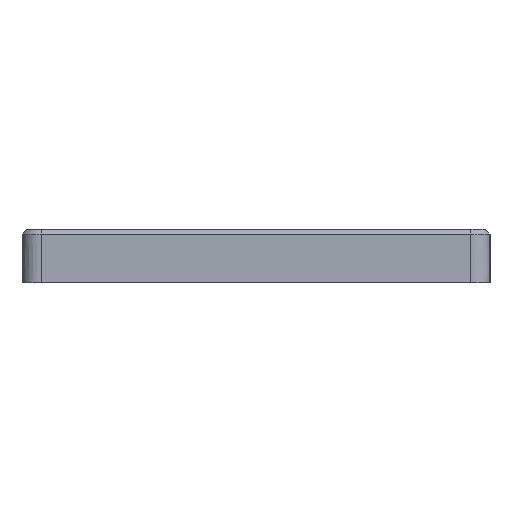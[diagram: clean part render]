
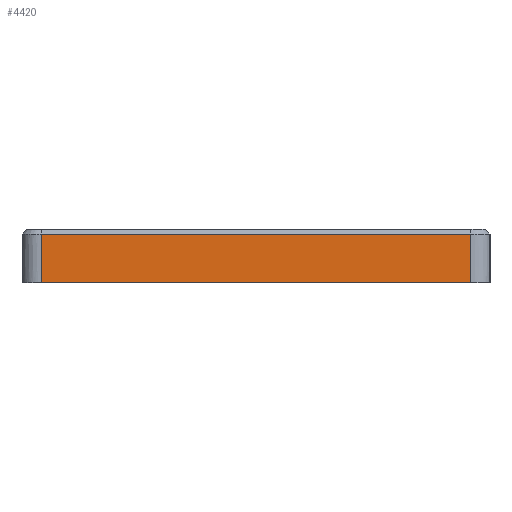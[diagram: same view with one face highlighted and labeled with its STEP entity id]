
A CAD part, left-side view. The second image highlights one B-rep face of the part: STEP entity #4420.
In plain terms, the highlighted planar face has unit normal (-1, 0, 0).
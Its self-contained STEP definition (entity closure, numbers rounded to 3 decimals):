
#610=FACE_OUTER_BOUND('',#875,.T.);
#875=EDGE_LOOP('',(#4040,#4041,#4042,#4043));
#1212=LINE('',#10611,#1637);
#1293=LINE('',#11011,#1718);
#1298=LINE('',#11179,#1723);
#1304=LINE('',#11308,#1729);
#1637=VECTOR('',#5288,10.);
#1718=VECTOR('',#5549,10.);
#1723=VECTOR('',#5556,10.);
#1729=VECTOR('',#5568,10.);
#2079=VERTEX_POINT('',#10587);
#2080=VERTEX_POINT('',#10610);
#2141=VERTEX_POINT('',#10989);
#2142=VERTEX_POINT('',#11009);
#2649=EDGE_CURVE('',#2079,#2080,#1212,.T.);
#2766=EDGE_CURVE('',#2142,#2141,#1293,.T.);
#2773=EDGE_CURVE('',#2080,#2142,#1298,.T.);
#2779=EDGE_CURVE('',#2141,#2079,#1304,.T.);
#4040=ORIENTED_EDGE('',*,*,#2766,.F.);
#4041=ORIENTED_EDGE('',*,*,#2773,.F.);
#4042=ORIENTED_EDGE('',*,*,#2649,.F.);
#4043=ORIENTED_EDGE('',*,*,#2779,.F.);
#4183=PLANE('',#4666);
#4420=ADVANCED_FACE('',(#610),#4183,.T.);
#4666=AXIS2_PLACEMENT_3D('',#11309,#5569,#5570);
#5288=DIRECTION('',(0.,1.,0.));
#5549=DIRECTION('',(0.,-1.,0.));
#5556=DIRECTION('',(0.,0.,1.));
#5568=DIRECTION('',(0.,0.,-1.));
#5569=DIRECTION('center_axis',(-1.,0.,0.));
#5570=DIRECTION('ref_axis',(0.,1.,0.));
#10587=CARTESIAN_POINT('',(-6.475,-105.488,-3.7));
#10610=CARTESIAN_POINT('',(-6.475,-17.338,-3.7));
#10611=CARTESIAN_POINT('',(-6.475,-37.375,-3.7));
#10989=CARTESIAN_POINT('',(-6.475,-105.488,6.3));
#11009=CARTESIAN_POINT('',(-6.475,-17.338,6.3));
#11011=CARTESIAN_POINT('',(-6.475,-85.7,6.3));
#11179=CARTESIAN_POINT('',(-6.475,-17.338,7.3));
#11308=CARTESIAN_POINT('',(-6.475,-105.488,7.3));
#11309=CARTESIAN_POINT('Origin',(-6.475,-109.488,7.3));
